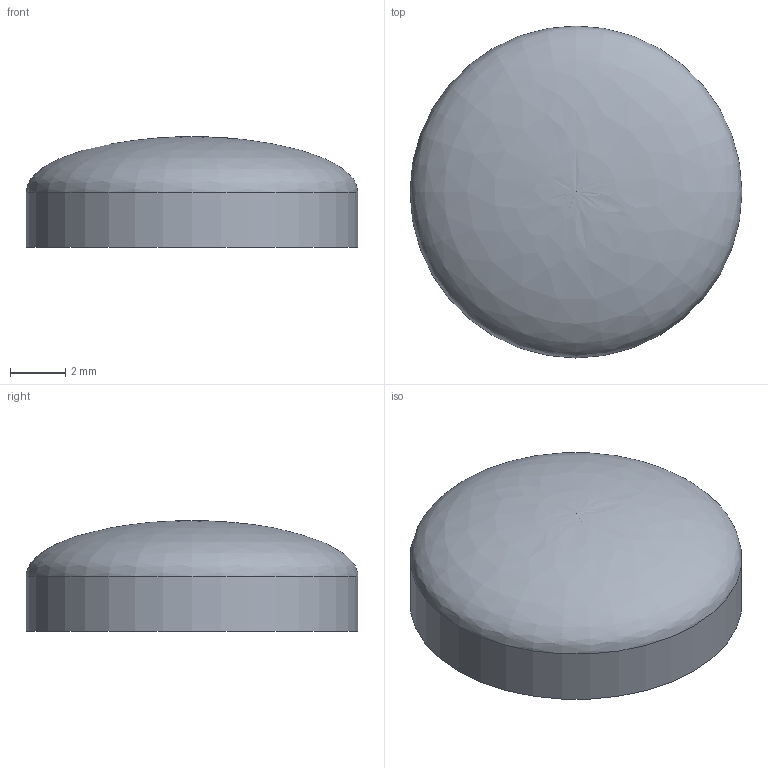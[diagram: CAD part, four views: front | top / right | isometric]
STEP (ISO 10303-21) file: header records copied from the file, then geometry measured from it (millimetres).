
FILE_DESCRIPTION(/* description */ ('Alibre Inc.'),/* implementation_level */ '2;1');
FILE_NAME(/* name */ 'export-EFA875A6-E855-44FA-B237-4D06FC23BB0E',/* time_stamp */ '2023-10-04T20:49:27+02:00',/* author */ (''),/* organization */ (''),/* preprocessor_version */ 'ST-DEVELOPER v17',/* originating_system */ 'Alibre',/* authorisation */ '');
FILE_SCHEMA (('AUTOMOTIVE_DESIGN'));
Length unit declared in the file: millimetre
Bounding box: 12 x 12 x 4 mm (x, y, z)
Volume: 377 mm3; surface area: 325.1 mm2
Topology: 1 solids, 1 shells, 3 faces, 5 edges, 3 vertices
Faces by surface type: plane 1, cylinder 1, revolution 1
Full cylindrical faces by diameter (mm): 12 x1
Entity records: 80 total; most frequent: CARTESIAN_POINT 12, DIRECTION 10, ORIENTED_EDGE 6, AXIS2_PLACEMENT_3D 5, EDGE_LOOP 4, FACE_BOUND 4, VERTEX_POINT 3, EDGE_CURVE 3
